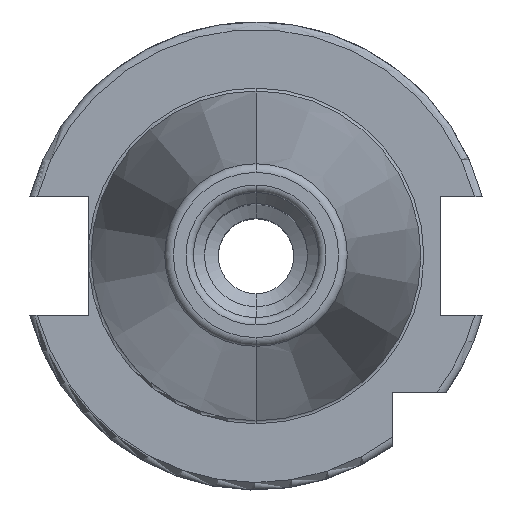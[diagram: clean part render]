
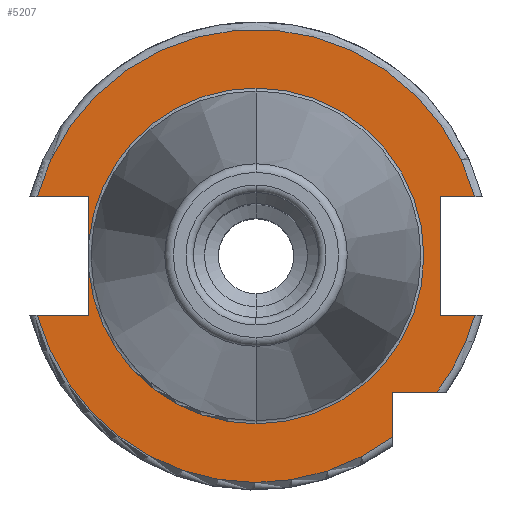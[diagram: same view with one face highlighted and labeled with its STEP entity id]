
A CAD part, top view. The second image highlights one B-rep face of the part: STEP entity #5207.
In plain terms, the highlighted planar face has unit normal (0, 0, 1).
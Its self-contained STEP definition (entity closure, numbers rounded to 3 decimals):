
#635=CARTESIAN_POINT('',(0,0,15.9));
#636=DIRECTION('',(0,0,1));
#637=DIRECTION('',(0.965,0.262,0));
#638=AXIS2_PLACEMENT_3D('',#635,#636,#637);
#686=CARTESIAN_POINT('',(0,0,15.9));
#687=DIRECTION('',(0,0,1));
#688=DIRECTION('',(-0.965,-0.262,0));
#689=AXIS2_PLACEMENT_3D('',#686,#687,#688);
#702=DIRECTION('',(1,0,0));
#703=VECTOR('',#702,7.004);
#704=CARTESIAN_POINT('',(-29.704,-8.05,15.9));
#705=LINE('',#704,#703);
#706=DIRECTION('',(0,1,0));
#707=VECTOR('',#706,5.917);
#708=CARTESIAN_POINT('',(-22.7,-8.05,15.9));
#709=LINE('',#708,#707);
#710=DIRECTION('',(0,1,0));
#711=VECTOR('',#710,5.917);
#712=CARTESIAN_POINT('',(-22.7,2.133,15.9));
#713=LINE('',#712,#711);
#714=DIRECTION('',(1,0,0));
#715=VECTOR('',#714,7.004);
#716=CARTESIAN_POINT('',(-29.704,8.05,15.9));
#717=LINE('',#716,#715);
#718=DIRECTION('',(-1,0,0));
#719=VECTOR('',#718,4.704);
#720=CARTESIAN_POINT('',(29.704,8.05,15.9));
#721=LINE('',#720,#719);
#722=DIRECTION('',(0,-1,0));
#723=VECTOR('',#722,16.1);
#724=CARTESIAN_POINT('',(25,8.05,15.9));
#725=LINE('',#724,#723);
#726=DIRECTION('',(-1,0,0));
#727=VECTOR('',#726,4.704);
#728=CARTESIAN_POINT('',(29.704,-8.05,15.9));
#729=LINE('',#728,#727);
#730=CARTESIAN_POINT('',(0,0,15.9));
#731=DIRECTION('',(0,0,1));
#732=DIRECTION('',(0.799,-0.601,0));
#733=AXIS2_PLACEMENT_3D('',#730,#731,#732);
#735=DIRECTION('',(-1,0,0));
#736=VECTOR('',#735,6.094);
#737=CARTESIAN_POINT('',(24.594,-18.5,15.9));
#738=LINE('',#737,#736);
#739=DIRECTION('',(0,1,0));
#740=VECTOR('',#739,6.094);
#741=CARTESIAN_POINT('',(18.5,-24.594,15.9));
#742=LINE('',#741,#740);
#753=CARTESIAN_POINT('',(0,0,15.9));
#754=DIRECTION('',(0,0,1));
#755=DIRECTION('',(0,1,0));
#756=AXIS2_PLACEMENT_3D('',#753,#754,#755);
#768=CARTESIAN_POINT('',(0,0,15.9));
#769=DIRECTION('',(0,0,1));
#770=DIRECTION('',(-0.996,-0.094,0));
#771=AXIS2_PLACEMENT_3D('',#768,#769,#770);
#773=CARTESIAN_POINT('',(0,0,15.9));
#774=DIRECTION('',(0,0,-1));
#775=DIRECTION('',(0,1,0));
#776=AXIS2_PLACEMENT_3D('',#773,#774,#775);
#3864=CARTESIAN_POINT('',(0,22.8,15.9));
#3866=VERTEX_POINT('',#3864);
#3886=CARTESIAN_POINT('',(0,-22.8,15.9));
#3888=VERTEX_POINT('',#3886);
#4034=CARTESIAN_POINT('',(-29.704,-8.05,15.9));
#4035=CARTESIAN_POINT('',(-22.7,-8.05,15.9));
#4036=VERTEX_POINT('',#4034);
#4037=VERTEX_POINT('',#4035);
#4038=CARTESIAN_POINT('',(-22.7,-2.133,15.9));
#4039=VERTEX_POINT('',#4038);
#4040=CARTESIAN_POINT('',(-22.7,2.133,15.9));
#4041=CARTESIAN_POINT('',(-22.7,8.05,15.9));
#4042=VERTEX_POINT('',#4040);
#4043=VERTEX_POINT('',#4041);
#4044=CARTESIAN_POINT('',(-29.704,8.05,15.9));
#4045=VERTEX_POINT('',#4044);
#4046=CARTESIAN_POINT('',(25,8.05,15.9));
#4047=CARTESIAN_POINT('',(25,-8.05,15.9));
#4048=VERTEX_POINT('',#4046);
#4049=VERTEX_POINT('',#4047);
#4050=CARTESIAN_POINT('',(29.704,-8.05,15.9));
#4051=VERTEX_POINT('',#4050);
#4052=CARTESIAN_POINT('',(29.704,8.05,15.9));
#4053=VERTEX_POINT('',#4052);
#4054=CARTESIAN_POINT('',(18.5,-24.594,15.9));
#4055=CARTESIAN_POINT('',(18.5,-18.5,15.9));
#4056=VERTEX_POINT('',#4054);
#4057=VERTEX_POINT('',#4055);
#4058=CARTESIAN_POINT('',(24.594,-18.5,15.9));
#4059=VERTEX_POINT('',#4058);
#5180=CARTESIAN_POINT('',(0,0,15.9));
#5181=DIRECTION('',(0,0,-1));
#5182=DIRECTION('',(0,-1,0));
#5183=AXIS2_PLACEMENT_3D('',#5180,#5181,#5182);
#5184=PLANE('',#5183);
#5185=ORIENTED_EDGE('',*,*,#4639,.T.);
#5186=ORIENTED_EDGE('',*,*,#4677,.T.);
#5188=ORIENTED_EDGE('',*,*,#5187,.T.);
#5190=ORIENTED_EDGE('',*,*,#5189,.F.);
#5192=ORIENTED_EDGE('',*,*,#5191,.T.);
#5193=ORIENTED_EDGE('',*,*,#4673,.T.);
#5194=ORIENTED_EDGE('',*,*,#4710,.F.);
#5195=ORIENTED_EDGE('',*,*,#5158,.F.);
#5197=ORIENTED_EDGE('',*,*,#5196,.T.);
#5199=ORIENTED_EDGE('',*,*,#5198,.T.);
#5200=ORIENTED_EDGE('',*,*,#4589,.F.);
#5201=ORIENTED_EDGE('',*,*,#5148,.F.);
#5202=ORIENTED_EDGE('',*,*,#4763,.T.);
#5203=ORIENTED_EDGE('',*,*,#4814,.F.);
#5204=ORIENTED_EDGE('',*,*,#5174,.F.);
#5205=EDGE_LOOP('',(#5185,#5186,#5188,#5190,#5192,#5193,#5194,#5195,#5197,#5199,
#5200,#5201,#5202,#5203,#5204));
#5206=FACE_OUTER_BOUND('',#5205,.F.);
#5207=ADVANCED_FACE('',(#5206),#5184,.F.);
#639=CIRCLE('',#638,30.775);
#690=CIRCLE('',#689,30.775);
#734=CIRCLE('',#733,30.775);
#757=CIRCLE('',#756,22.8);
#772=CIRCLE('',#771,22.8);
#777=CIRCLE('',#776,22.8);
#4589=EDGE_CURVE('',#4051,#4049,#729,.T.);
#4639=EDGE_CURVE('',#4036,#4037,#705,.T.);
#4673=EDGE_CURVE('',#4042,#4043,#713,.T.);
#4677=EDGE_CURVE('',#4037,#4039,#709,.T.);
#4710=EDGE_CURVE('',#4045,#4043,#717,.T.);
#4763=EDGE_CURVE('',#4059,#4057,#738,.T.);
#4814=EDGE_CURVE('',#4056,#4057,#742,.T.);
#5148=EDGE_CURVE('',#4059,#4051,#734,.T.);
#5158=EDGE_CURVE('',#4053,#4045,#639,.T.);
#5174=EDGE_CURVE('',#4036,#4056,#690,.T.);
#5187=EDGE_CURVE('',#4039,#3888,#772,.T.);
#5189=EDGE_CURVE('',#3866,#3888,#777,.T.);
#5191=EDGE_CURVE('',#3866,#4042,#757,.T.);
#5196=EDGE_CURVE('',#4053,#4048,#721,.T.);
#5198=EDGE_CURVE('',#4048,#4049,#725,.T.);
